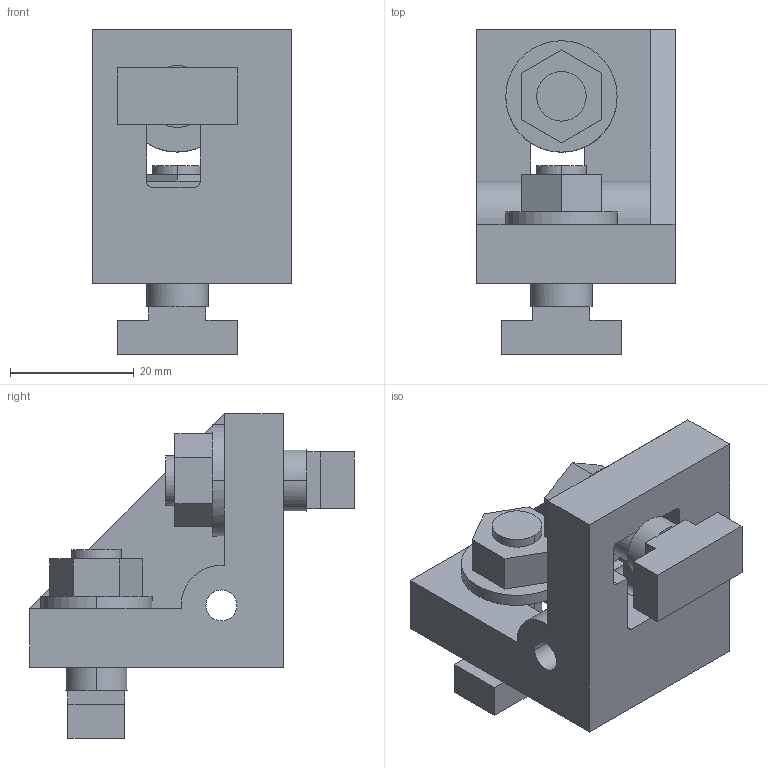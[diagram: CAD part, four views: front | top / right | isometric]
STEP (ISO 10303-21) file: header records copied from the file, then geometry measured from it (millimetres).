
FILE_DESCRIPTION(('STEP AP214'),'1');
FILE_NAME('cctmp_28E0EAA8-AF85-4595-ADF1-DA394EF13149_2024_11_21_13_59_38_0064_4552..stp','2024-11-21T12:59:38',('Bosch Rexroth AG'),('CADClick - www.CADClick.com'),'Spatial InterOp 3D',' ','unknown authorization - (Healing Option Enabled)');
FILE_SCHEMA(('AUTOMOTIVE_DESIGN'));
Length unit declared in the file: millimetre
Products named in the file (1): 2024_11_21_13_59_38_0048
Bounding box: 32 x 52.5 x 52.5 mm (x, y, z)
Volume: 27231.5 mm3; surface area: 11861.2 mm2
Topology: 1 solids, 1 shells, 116 faces, 308 edges, 196 vertices
Faces by surface type: plane 84, cylinder 32
Entity records: 4554 total; most frequent: DIRECTION 636, CARTESIAN_POINT 621, ORIENTED_EDGE 616, EDGE_CURVE 308, LINE 214, VECTOR 214, AXIS2_PLACEMENT_3D 211, VERTEX_POINT 196
